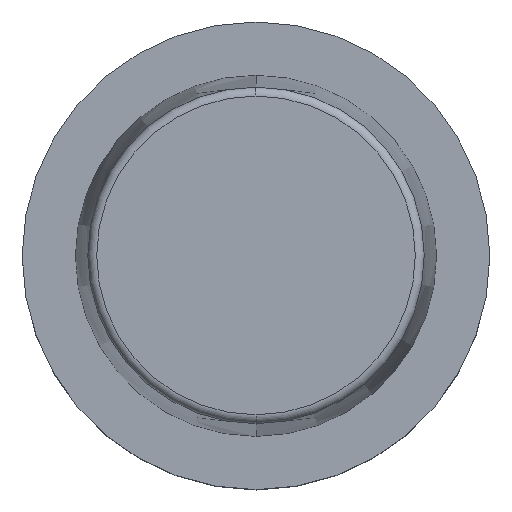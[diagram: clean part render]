
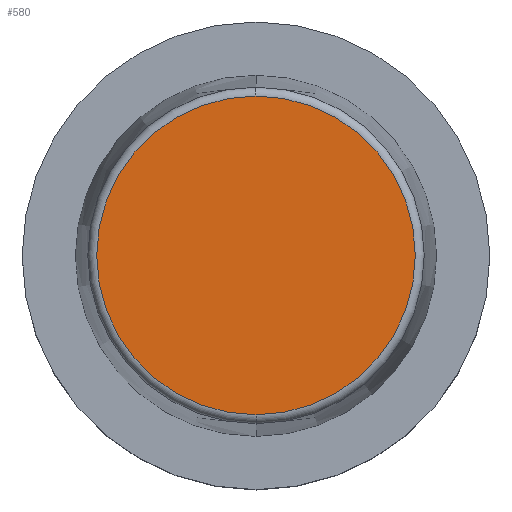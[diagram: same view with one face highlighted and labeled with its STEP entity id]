
A CAD part, top view. The second image highlights one B-rep face of the part: STEP entity #580.
In plain terms, the highlighted planar face has unit normal (0, 0, 1).
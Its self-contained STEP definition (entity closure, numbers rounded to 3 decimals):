
#252=EDGE_CURVE('',#346,#362,#648,.T.);
#346=VERTEX_POINT('',#754);
#362=VERTEX_POINT('',#776);
#530=EDGE_CURVE('',#362,#346,#966,.T.);
#580=ADVANCED_FACE('',(#1021),#1022,.T.);
#648=CIRCLE('',#1100,21.462);
#754=CARTESIAN_POINT('',(0.,-21.462,32.0));
#776=CARTESIAN_POINT('',(0.0,21.462,32.0));
#966=CIRCLE('',#1497,21.462);
#1021=FACE_OUTER_BOUND('',#1572,.T.);
#1022=PLANE('',#1573);
#1100=AXIS2_PLACEMENT_3D('',#1645,#1646,#1647);
#1497=AXIS2_PLACEMENT_3D('',#2074,#2075,#2076);
#1572=EDGE_LOOP('',(#2139,#2140));
#1573=AXIS2_PLACEMENT_3D('',#2141,#2142,#2143);
#1645=CARTESIAN_POINT('',(0.0,0.0,32.0));
#1646=DIRECTION('',(0.0,0.0,-1.0));
#1647=DIRECTION('',(0.0,1.0,0.0));
#2074=CARTESIAN_POINT('',(0.0,0.0,32.0));
#2075=DIRECTION('',(0.0,0.0,-1.0));
#2076=DIRECTION('',(0.0,1.0,0.0));
#2139=ORIENTED_EDGE('',*,*,#530,.F.);
#2140=ORIENTED_EDGE('',*,*,#252,.F.);
#2141=CARTESIAN_POINT('',(0.0,10.731,32.0));
#2142=DIRECTION('',(-0.0,0.0,1.0));
#2143=DIRECTION('',(0.0,-1.0,0.0));
